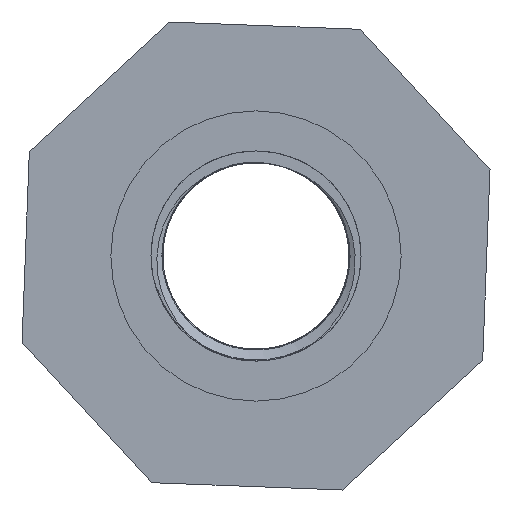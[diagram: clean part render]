
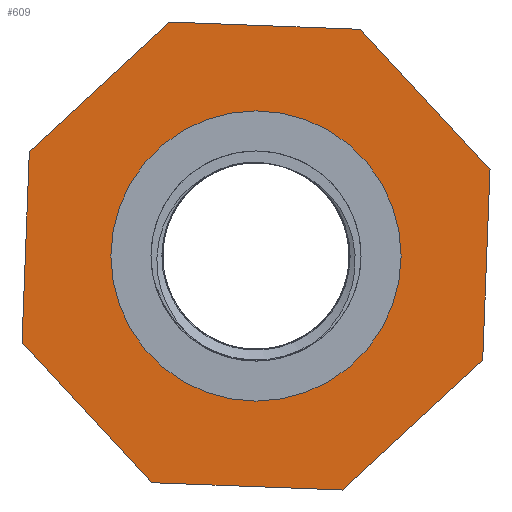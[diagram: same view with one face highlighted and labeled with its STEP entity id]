
A CAD part, left-side view. The second image highlights one B-rep face of the part: STEP entity #609.
In plain terms, the highlighted planar face has unit normal (-1, 0, 0).
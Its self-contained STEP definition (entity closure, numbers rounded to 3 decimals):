
#69=LINE('',#819,#93);
#73=LINE('',#827,#97);
#76=LINE('',#833,#100);
#79=LINE('',#839,#103);
#82=LINE('',#845,#106);
#85=LINE('',#851,#109);
#88=LINE('',#857,#112);
#91=LINE('',#862,#115);
#93=VECTOR('',#696,10.);
#97=VECTOR('',#702,10.);
#100=VECTOR('',#707,10.);
#103=VECTOR('',#712,10.);
#106=VECTOR('',#717,10.);
#109=VECTOR('',#722,10.);
#112=VECTOR('',#727,10.);
#115=VECTOR('',#732,10.);
#130=PLANE('',#663);
#145=FACE_BOUND('',#223,.T.);
#172=FACE_OUTER_BOUND('',#222,.T.);
#222=EDGE_LOOP('',(#475,#476,#477,#478,#479,#480,#481,#482));
#223=EDGE_LOOP('',(#483));
#265=CIRCLE('',#664,14.48);
#278=VERTEX_POINT('',#817);
#279=VERTEX_POINT('',#818);
#282=VERTEX_POINT('',#826);
#284=VERTEX_POINT('',#832);
#286=VERTEX_POINT('',#838);
#288=VERTEX_POINT('',#844);
#290=VERTEX_POINT('',#850);
#292=VERTEX_POINT('',#856);
#301=VERTEX_POINT('',#887);
#338=EDGE_CURVE('',#278,#279,#69,.T.);
#342=EDGE_CURVE('',#279,#282,#73,.T.);
#345=EDGE_CURVE('',#282,#284,#76,.T.);
#348=EDGE_CURVE('',#284,#286,#79,.T.);
#351=EDGE_CURVE('',#286,#288,#82,.T.);
#354=EDGE_CURVE('',#288,#290,#85,.T.);
#357=EDGE_CURVE('',#290,#292,#88,.T.);
#360=EDGE_CURVE('',#292,#278,#91,.T.);
#369=EDGE_CURVE('',#301,#301,#265,.T.);
#475=ORIENTED_EDGE('',*,*,#351,.F.);
#476=ORIENTED_EDGE('',*,*,#348,.F.);
#477=ORIENTED_EDGE('',*,*,#345,.F.);
#478=ORIENTED_EDGE('',*,*,#342,.F.);
#479=ORIENTED_EDGE('',*,*,#338,.F.);
#480=ORIENTED_EDGE('',*,*,#360,.F.);
#481=ORIENTED_EDGE('',*,*,#357,.F.);
#482=ORIENTED_EDGE('',*,*,#354,.F.);
#483=ORIENTED_EDGE('',*,*,#369,.F.);
#609=ADVANCED_FACE('',(#172,#145),#130,.T.);
#663=AXIS2_PLACEMENT_3D('',#886,#764,#765);
#664=AXIS2_PLACEMENT_3D('',#888,#766,#767);
#696=DIRECTION('',(0.,0.999,0.038));
#702=DIRECTION('',(0.,0.679,0.734));
#707=DIRECTION('',(0.,-0.038,0.999));
#712=DIRECTION('',(0.,-0.734,0.679));
#717=DIRECTION('',(0.,-0.999,-0.038));
#722=DIRECTION('',(0.,-0.679,-0.734));
#727=DIRECTION('',(0.,0.038,-0.999));
#732=DIRECTION('',(0.,0.734,-0.679));
#764=DIRECTION('center_axis',(-1.,0.,0.));
#765=DIRECTION('ref_axis',(0.,0.,1.));
#766=DIRECTION('center_axis',(-1.,0.,0.));
#767=DIRECTION('ref_axis',(0.,0.,1.));
#817=CARTESIAN_POINT('',(15.,-8.635,-23.349));
#818=CARTESIAN_POINT('',(15.,10.405,-22.617));
#819=CARTESIAN_POINT('',(15.,5.645,-22.8));
#826=CARTESIAN_POINT('',(15.,23.349,-8.635));
#827=CARTESIAN_POINT('',(15.,20.113,-12.13));
#832=CARTESIAN_POINT('',(15.,22.617,10.405));
#833=CARTESIAN_POINT('',(15.,22.8,5.645));
#838=CARTESIAN_POINT('',(15.,8.635,23.349));
#839=CARTESIAN_POINT('',(15.,12.13,20.113));
#844=CARTESIAN_POINT('',(15.,-10.405,22.617));
#845=CARTESIAN_POINT('',(15.,-5.645,22.8));
#850=CARTESIAN_POINT('',(15.,-23.349,8.635));
#851=CARTESIAN_POINT('',(15.,-20.113,12.13));
#856=CARTESIAN_POINT('',(15.,-22.617,-10.405));
#857=CARTESIAN_POINT('',(15.,-22.8,-5.645));
#862=CARTESIAN_POINT('',(15.,-12.13,-20.113));
#886=CARTESIAN_POINT('Origin',(15.,-14.48,0.));
#887=CARTESIAN_POINT('',(15.,-14.48,0.));
#888=CARTESIAN_POINT('Origin',(15.,0.,0.));
